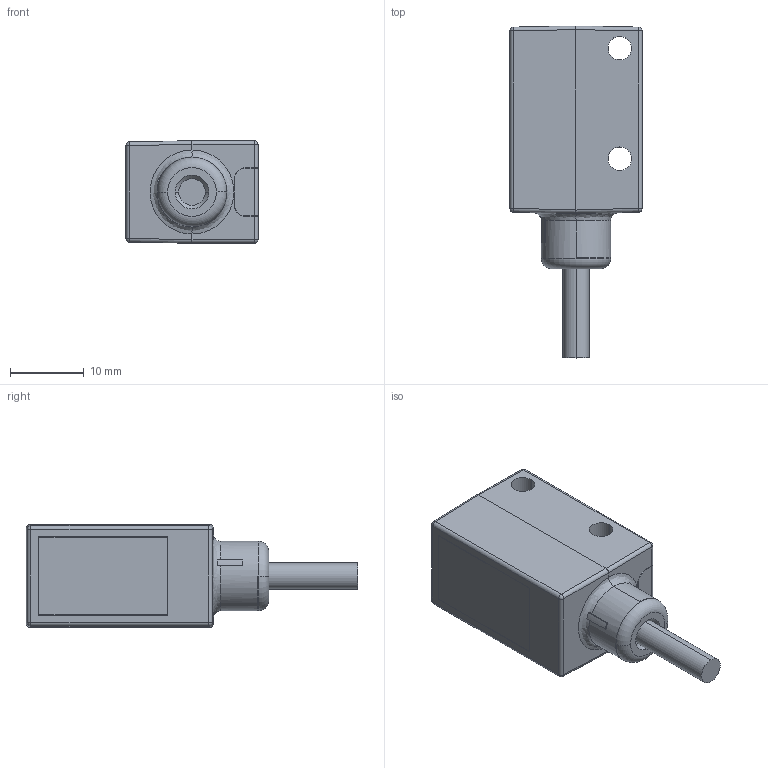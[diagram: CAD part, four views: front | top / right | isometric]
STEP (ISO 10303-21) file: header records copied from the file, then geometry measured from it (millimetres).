
FILE_DESCRIPTION((''),'2;1');
FILE_NAME('CAD0997_ML6_8_H_KABEL_TW40','2008-09-17T',('mschubert'),(''),'PRO/ENGINEER BY PARAMETRIC TECHNOLOGY CORPORATION, 2006300','PRO/ENGINEER BY PARAMETRIC TECHNOLOGY CORPORATION, 2006300','');
FILE_SCHEMA(('CONFIG_CONTROL_DESIGN'));
Length unit declared in the file: millimetre
Products named in the file (1): CAD0997_ML6_8_H_KABEL_TW40
Bounding box: 17.9 x 45 x 13.9 mm (x, y, z)
Volume: 6587.5 mm3; surface area: 3153.7 mm2
Topology: 2 solids, 2 shells, 103 faces, 261 edges, 181 vertices
Faces by surface type: plane 42, cylinder 39, sphere 8, cone 6, extrusion 4, bspline 2, torus 2
Entity records: 4571 total; most frequent: CARTESIAN_POINT 1071, DIRECTION 524, ORIENTED_EDGE 488, EDGE_CURVE 244, AXIS2_PLACEMENT_3D 182, VECTOR 160, LINE 156, VERTEX_POINT 150
